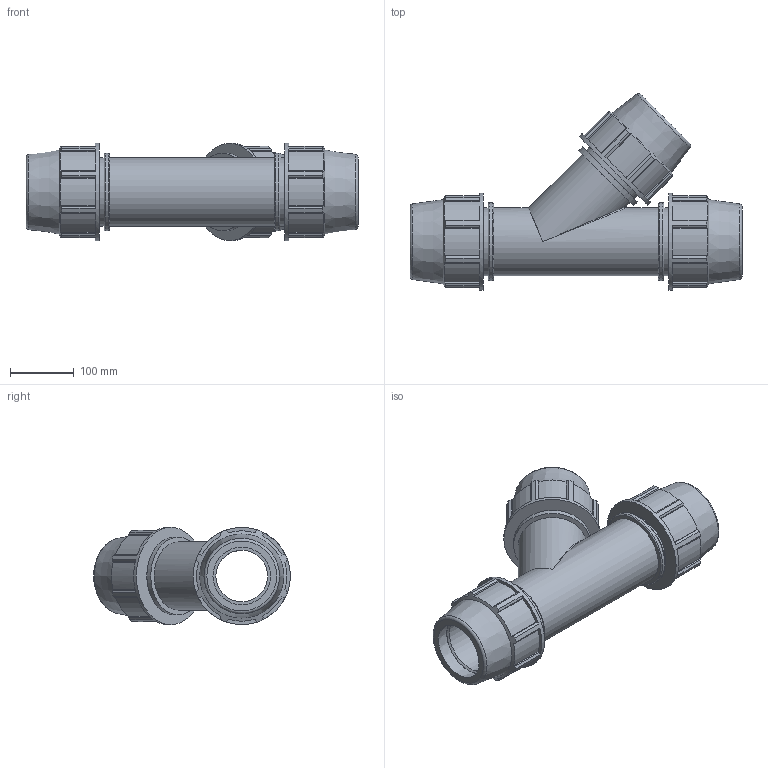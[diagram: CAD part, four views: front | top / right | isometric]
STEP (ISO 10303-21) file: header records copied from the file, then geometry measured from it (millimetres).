
FILE_DESCRIPTION(/* description */ ('PLASSON 45° TEE 90-90-90'),/* implementation_level */ '2;1');
FILE_NAME(/* name */ '876400090_186400090.ipt.stp',/* time_stamp */ '2017-06-08T04:14:08+03:00',/* author */ ('KIM'),/* organization */ (''),/* preprocessor_version */ 'ST-DEVELOPER v15.6',/* originating_system */ 'Autodesk Inventor 2015',/* authorisation */ '');
FILE_SCHEMA (('AUTOMOTIVE_DESIGN { 1 0 10303 214 3 1 1 }'));
Length unit declared in the file: millimetre
Products named in the file (1): 876400090_186400090
Bounding box: 519 x 307.55 x 152 mm (x, y, z)
Volume: 3970993.1 mm3; surface area: 542016.8 mm2
Topology: 1 solids, 1 shells, 200 faces, 544 edges, 355 vertices
Faces by surface type: plane 139, cylinder 41, cone 11, torus 7, bspline 2
Full cylindrical faces by diameter (mm): 81 x2, 90 x3, 106.4 x5, 121.6 x3, 152 x3
Entity records: 6313 total; most frequent: CARTESIAN_POINT 1286, DIRECTION 994, ORIENTED_EDGE 982, EDGE_CURVE 491, AXIS2_PLACEMENT_3D 353, VERTEX_POINT 342, LINE 288, VECTOR 288
